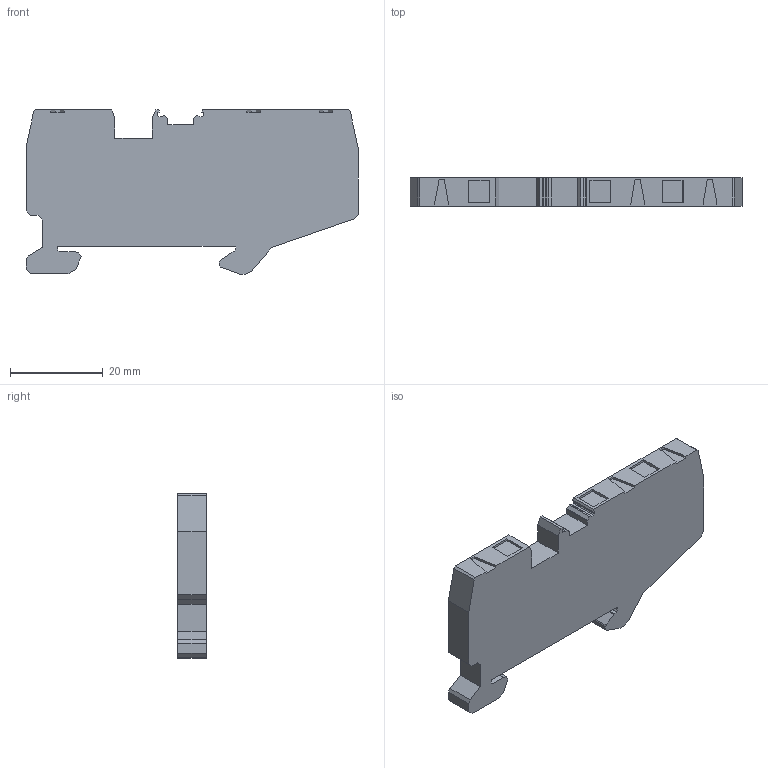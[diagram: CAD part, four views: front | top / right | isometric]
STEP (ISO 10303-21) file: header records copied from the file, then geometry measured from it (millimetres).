
FILE_DESCRIPTION( ('This file contains a STEP AP42 implementation' ,'as created by ZW3D STEP Interface translator.') ,'2;1' );
FILE_NAME( 'GUS4-103諉華.stp' ,'22 222.141438', (''), ('ZWCAD Software Co.'), 'Version 1.0', 'ZW3D to STEP translator', '' );
FILE_SCHEMA(('AUTOMOTIVE_DESIGN'));
Length unit declared in the file: millimetre
Products named in the file (1): 0
Bounding box: 71.7 x 6.2 x 35.45 mm (x, y, z)
Volume: 12583.2 mm3; surface area: 5674.4 mm2
Topology: 1 solids, 1 shells, 105 faces, 301 edges, 201 vertices
Faces by surface type: bspline 105
Entity records: 3812 total; most frequent: CARTESIAN_POINT 1953, ORIENTED_EDGE 602, EDGE_CURVE 301, B_SPLINE_CURVE_WITH_KNOTS 231, VERTEX_POINT 201, EDGE_LOOP 108, FACE_OUTER_BOUND 105, ADVANCED_FACE 105
